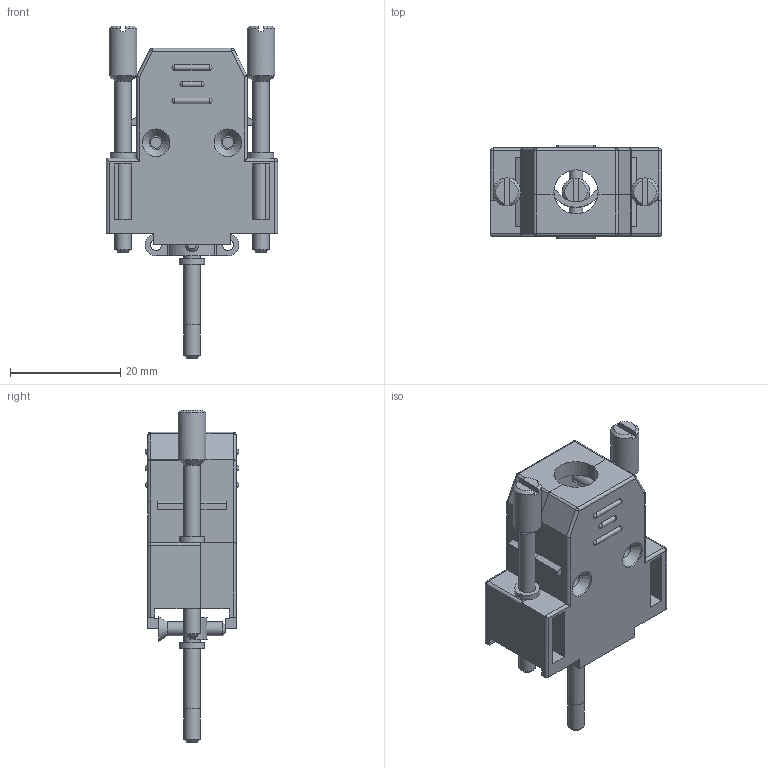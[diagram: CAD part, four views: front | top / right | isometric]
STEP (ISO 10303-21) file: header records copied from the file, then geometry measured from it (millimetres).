
FILE_DESCRIPTION( ( 'Unknown' ), '1' );
FILE_NAME( '260709.stp', 'Unknown', ( 'Unknown' ), ( 'Unknown' ), 'XStep 1.0', 'Unknown', ' ' );
FILE_SCHEMA( ( 'automotive_design' ) );
Length unit declared in the file: millimetre
Products named in the file (6): Assem1; Gehäuse_1; Gehäuse_2; Schraube; Klemme; Schraube_2
Bounding box: 31 x 17 x 60.15 mm (x, y, z)
Volume: 11782.5 mm3; surface area: 16267.9 mm2
Topology: 12 solids, 12 shells, 613 faces, 1679 edges, 1049 vertices
Faces by surface type: plane 357, cylinder 186, sphere 44, cone 26
Full cylindrical faces by diameter (mm): 2.013 x8, 2.5 x7, 2.7 x4, 3 x9, 4.55 x3, 5 x8, 5.07 x3
Entity records: 8901 total; most frequent: CARTESIAN_POINT 1495, DIRECTION 1478, ORIENTED_EDGE 1430, EDGE_CURVE 715, LINE 526, VECTOR 526, VERTEX_POINT 477, AXIS2_PLACEMENT_3D 476
